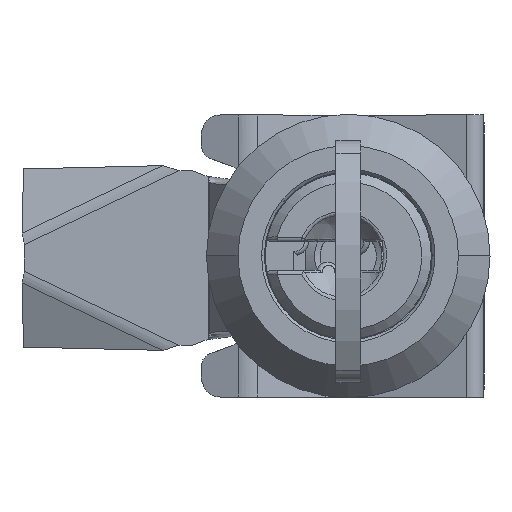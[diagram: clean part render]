
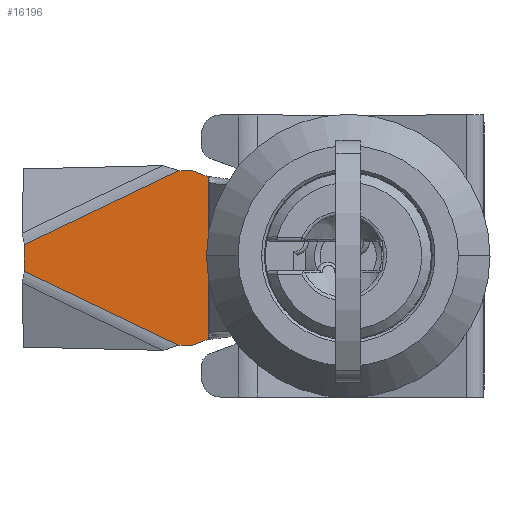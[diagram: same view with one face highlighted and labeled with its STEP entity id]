
A CAD part, top view. The second image highlights one B-rep face of the part: STEP entity #16196.
In plain terms, the highlighted planar face has unit normal (0, 0, 1).
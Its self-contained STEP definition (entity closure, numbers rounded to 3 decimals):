
#358 = CARTESIAN_POINT ( 'NONE',  ( -148.647, 26.003, 32.381 ) ) ;
#557 = ORIENTED_EDGE ( 'NONE', *, *, #14351, .F. ) ;
#587 = CARTESIAN_POINT ( 'NONE',  ( -137.143, 18.505, 32.381 ) ) ;
#832 = CARTESIAN_POINT ( 'NONE',  ( -134.968, 18.936, 32.381 ) ) ;
#851 = VERTEX_POINT ( 'NONE', #17775 ) ;
#1043 = LINE ( 'NONE', #6382, #13874 ) ;
#1233 = CARTESIAN_POINT ( 'NONE',  ( -134.968, 43.191, 32.381 ) ) ;
#1997 = DIRECTION ( 'NONE',  ( 0., 1., 0. ) ) ;
#2178 = AXIS2_PLACEMENT_3D ( 'NONE', #18568, #5675, #12457 ) ;
#2818 = DIRECTION ( 'NONE',  ( 1., 0., 0. ) ) ;
#2975 = VECTOR ( 'NONE', #1997, 1000. ) ;
#3276 = CARTESIAN_POINT ( 'NONE',  ( -148.647, 18.505, 32.381 ) ) ;
#3378 = CIRCLE ( 'NONE', #12966, 12.686 ) ;
#3405 = VERTEX_POINT ( 'NONE', #16968 ) ;
#3585 = AXIS2_PLACEMENT_3D ( 'NONE', #9575, #10128, #2818 ) ;
#3856 = PLANE ( 'NONE',  #3585 ) ;
#4359 = EDGE_CURVE ( 'NONE', #7633, #10845, #15971, .T. ) ;
#4773 = VECTOR ( 'NONE', #13140, 1000. ) ;
#5527 = DIRECTION ( 'NONE',  ( 0., -1., 0. ) ) ;
#5675 = DIRECTION ( 'NONE',  ( 0., 0., 1. ) ) ;
#6277 = VECTOR ( 'NONE', #13806, 1000. ) ;
#6352 = CARTESIAN_POINT ( 'NONE',  ( -136.147, 18.505, 32.381 ) ) ;
#6382 = CARTESIAN_POINT ( 'NONE',  ( -148.647, 31.505, 32.381 ) ) ;
#6427 = DIRECTION ( 'NONE',  ( 0., 0., 1. ) ) ;
#6728 = LINE ( 'NONE', #8229, #6277 ) ;
#7452 = DIRECTION ( 'NONE',  ( 0.902, -0.431, 0. ) ) ;
#7510 = VERTEX_POINT ( 'NONE', #358 ) ;
#7633 = VERTEX_POINT ( 'NONE', #832 ) ;
#7730 = LINE ( 'NONE', #14609, #15496 ) ;
#7959 = VERTEX_POINT ( 'NONE', #8197 ) ;
#8197 = CARTESIAN_POINT ( 'NONE',  ( -148.647, 24.007, 32.381 ) ) ;
#8229 = CARTESIAN_POINT ( 'NONE',  ( -123.89, 37.843, 32.381 ) ) ;
#9545 = EDGE_CURVE ( 'NONE', #3405, #7633, #10995, .T. ) ;
#9575 = CARTESIAN_POINT ( 'NONE',  ( -126.448, 43.191, 32.381 ) ) ;
#9799 = ORIENTED_EDGE ( 'NONE', *, *, #17121, .T. ) ;
#10045 = VECTOR ( 'NONE', #5527, 1000. ) ;
#10128 = DIRECTION ( 'NONE',  ( 0., 0., 1. ) ) ;
#10845 = VERTEX_POINT ( 'NONE', #6352 ) ;
#10894 = DIRECTION ( 'NONE',  ( 1., 0., 0. ) ) ;
#10995 = LINE ( 'NONE', #1233, #10045 ) ;
#11529 = LINE ( 'NONE', #3276, #4773 ) ;
#11937 = CARTESIAN_POINT ( 'NONE',  ( -136.147, 31.505, 32.381 ) ) ;
#11944 = ORIENTED_EDGE ( 'NONE', *, *, #4359, .F. ) ;
#12001 = EDGE_LOOP ( 'NONE', ( #18307, #9799, #14826, #11944, #13621, #12451, #557, #16439 ) ) ;
#12108 = VERTEX_POINT ( 'NONE', #11937 ) ;
#12364 = DIRECTION ( 'NONE',  ( 1., 0., 0. ) ) ;
#12451 = ORIENTED_EDGE ( 'NONE', *, *, #14707, .F. ) ;
#12457 = DIRECTION ( 'NONE',  ( -1., 0., 0. ) ) ;
#12966 = AXIS2_PLACEMENT_3D ( 'NONE', #13408, #6427, #12364 ) ;
#13140 = DIRECTION ( 'NONE',  ( -1., 0., 0. ) ) ;
#13408 = CARTESIAN_POINT ( 'NONE',  ( -131.21, 43.191, 32.381 ) ) ;
#13621 = ORIENTED_EDGE ( 'NONE', *, *, #9545, .F. ) ;
#13806 = DIRECTION ( 'NONE',  ( 0.902, 0.431, 0. ) ) ;
#13874 = VECTOR ( 'NONE', #10894, 1000. ) ;
#14351 = EDGE_CURVE ( 'NONE', #851, #12108, #1043, .T. ) ;
#14609 = CARTESIAN_POINT ( 'NONE',  ( -138.047, 18.938, 32.381 ) ) ;
#14707 = EDGE_CURVE ( 'NONE', #12108, #3405, #3378, .T. ) ;
#14826 = ORIENTED_EDGE ( 'NONE', *, *, #15540, .F. ) ;
#15496 = VECTOR ( 'NONE', #7452, 1000. ) ;
#15540 = EDGE_CURVE ( 'NONE', #10845, #17397, #11529, .T. ) ;
#15901 = EDGE_CURVE ( 'NONE', #7959, #7510, #16553, .T. ) ;
#15971 = CIRCLE ( 'NONE', #2178, 12.686 ) ;
#16196 = ADVANCED_FACE ( 'NONE', ( #16741 ), #3856, .T. ) ;
#16425 = EDGE_CURVE ( 'NONE', #7510, #851, #6728, .T. ) ;
#16439 = ORIENTED_EDGE ( 'NONE', *, *, #16425, .F. ) ;
#16553 = LINE ( 'NONE', #18061, #2975 ) ;
#16741 = FACE_OUTER_BOUND ( 'NONE', #12001, .T. ) ;
#16968 = CARTESIAN_POINT ( 'NONE',  ( -134.968, 31.074, 32.381 ) ) ;
#17121 = EDGE_CURVE ( 'NONE', #7959, #17397, #7730, .T. ) ;
#17397 = VERTEX_POINT ( 'NONE', #587 ) ;
#17775 = CARTESIAN_POINT ( 'NONE',  ( -137.143, 31.505, 32.381 ) ) ;
#18061 = CARTESIAN_POINT ( 'NONE',  ( -148.647, 31.505, 32.381 ) ) ;
#18307 = ORIENTED_EDGE ( 'NONE', *, *, #15901, .F. ) ;
#18568 = CARTESIAN_POINT ( 'NONE',  ( -131.21, 6.819, 32.381 ) ) ;
